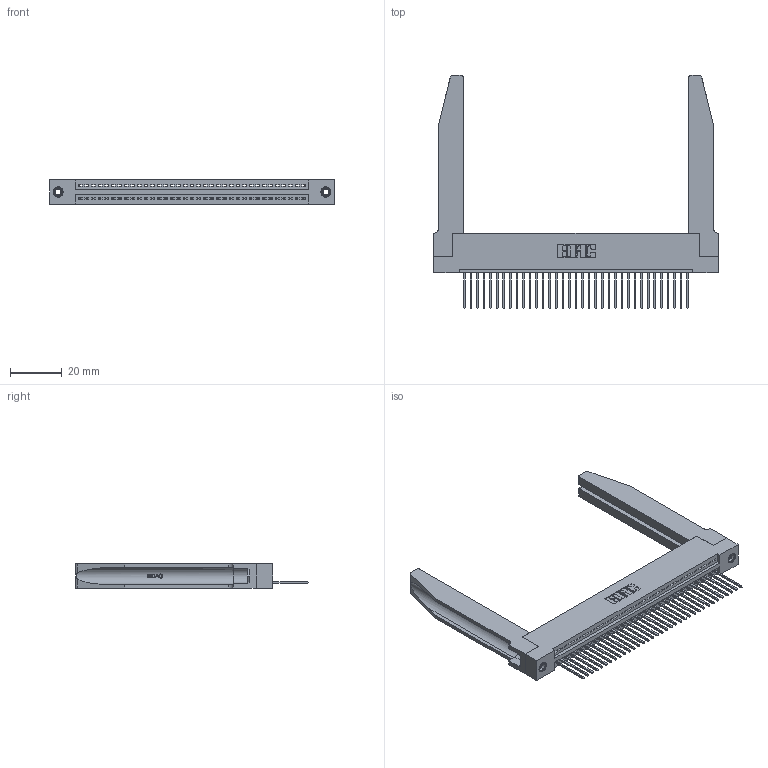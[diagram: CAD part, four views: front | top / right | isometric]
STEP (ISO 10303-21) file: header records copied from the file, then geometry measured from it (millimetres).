
FILE_DESCRIPTION (( 'STEP AP203' ), '1' );
FILE_NAME ('345-035-540-178.STEP', '2019-10-07T21:03:05', ( '' ), ( '' ), 'SwSTEP 2.0', 'SolidWorks 2016', '' );
FILE_SCHEMA (( 'CONFIG_CONTROL_DESIGN' ));
Length unit declared in the file: inch
Products named in the file (5): 345-250-001_345-250-001-102; 345-035-540-178; 345 Part_Flush Mounting Lugs - 0.156 Dia-TH; 345-220-078_345-220-078; 345-292-001_345-293-140
Assembly tree (40 placements, depth 2):
  345-035-540-178
    345 Part_Flush Mounting Lugs - 0.156 Dia-TH
    345-292-001_345-293-140  x35
    345-250-001_345-250-001-102  x2
    345-220-078_345-220-078  x2
Bounding box: 110.13 x 90.09 x 9.4 mm (x, y, z)
Volume: 18221.2 mm3; surface area: 20979.6 mm2
Topology: 40 solids, 40 shells, 2390 faces, 7109 edges, 4682 vertices
Faces by surface type: plane 1622, cylinder 716, bspline 36, cone 12, torus 4
Entity records: 32042 total; most frequent: CARTESIAN_POINT 6448, ORIENTED_EDGE 5314, DIRECTION 4649, EDGE_CURVE 2657, LINE 2291, VECTOR 2291, VERTEX_POINT 1764, AXIS2_PLACEMENT_3D 1179
